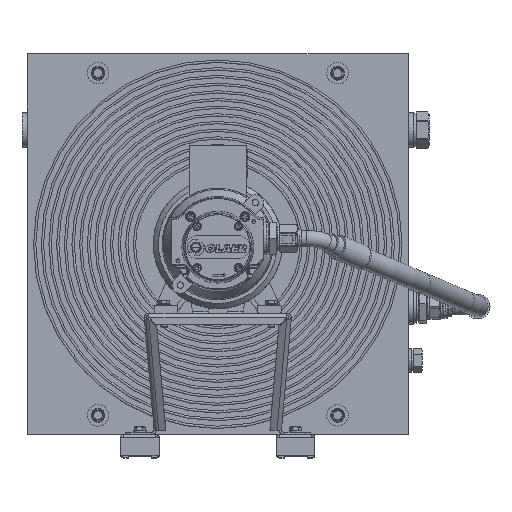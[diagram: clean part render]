
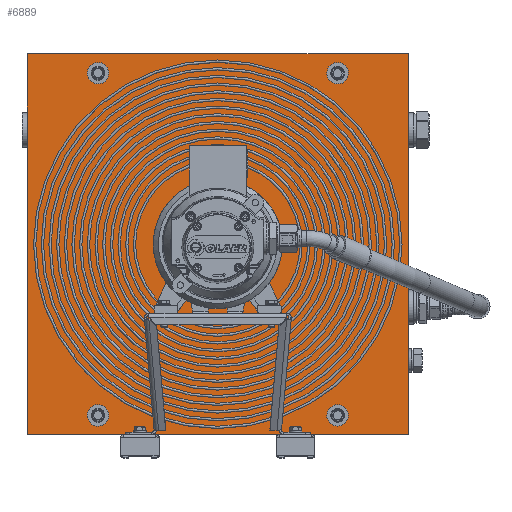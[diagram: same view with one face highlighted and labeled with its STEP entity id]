
A CAD part, top view. The second image highlights one B-rep face of the part: STEP entity #6889.
In plain terms, the highlighted planar face has unit normal (0, 0, 1).
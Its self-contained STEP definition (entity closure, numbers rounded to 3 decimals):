
#6889 = ADVANCED_FACE( '', ( #13671 ), #13672, .T. );
#13671 = FACE_OUTER_BOUND( '', #23906, .T. );
#13672 = PLANE( '', #23907 );
#23906 = EDGE_LOOP( '', ( #39092, #39093, #39094, #39095 ) );
#23907 = AXIS2_PLACEMENT_3D( '', #39096, #39097, #39098 );
#39092 = ORIENTED_EDGE( '', *, *, #53832, .T. );
#39093 = ORIENTED_EDGE( '', *, *, #53833, .T. );
#39094 = ORIENTED_EDGE( '', *, *, #53834, .T. );
#39095 = ORIENTED_EDGE( '', *, *, #53835, .T. );
#39096 = CARTESIAN_POINT( '', ( 0., 0., 75. ) );
#39097 = DIRECTION( '', ( 0., 0., 1. ) );
#39098 = DIRECTION( '', ( 1., 0., 0. ) );
#53832 = EDGE_CURVE( '', #63183, #63184, #63185, .T. );
#53833 = EDGE_CURVE( '', #63184, #63186, #63187, .T. );
#53834 = EDGE_CURVE( '', #63186, #63188, #63189, .T. );
#53835 = EDGE_CURVE( '', #63188, #63183, #63190, .T. );
#63183 = VERTEX_POINT( '', #80618 );
#63184 = VERTEX_POINT( '', #80619 );
#63185 = LINE( '', #80620, #80621 );
#63186 = VERTEX_POINT( '', #80622 );
#63187 = LINE( '', #80623, #80624 );
#63188 = VERTEX_POINT( '', #80625 );
#63189 = LINE( '', #80626, #80627 );
#63190 = LINE( '', #80628, #80629 );
#80618 = CARTESIAN_POINT( '', ( 248., -248., 75. ) );
#80619 = CARTESIAN_POINT( '', ( 248., 248., 75. ) );
#80620 = CARTESIAN_POINT( '', ( 248., -248., 75. ) );
#80621 = VECTOR( '', #92893, 1000. );
#80622 = CARTESIAN_POINT( '', ( -248., 248., 75. ) );
#80623 = CARTESIAN_POINT( '', ( 248., 248., 75. ) );
#80624 = VECTOR( '', #92894, 1000. );
#80625 = CARTESIAN_POINT( '', ( -248., -248., 75. ) );
#80626 = CARTESIAN_POINT( '', ( -248., 248., 75. ) );
#80627 = VECTOR( '', #92895, 1000. );
#80628 = CARTESIAN_POINT( '', ( -248., -248., 75. ) );
#80629 = VECTOR( '', #92896, 1000. );
#92893 = DIRECTION( '', ( 0., 1., 0. ) );
#92894 = DIRECTION( '', ( -1., 0., 0. ) );
#92895 = DIRECTION( '', ( 0., -1., 0. ) );
#92896 = DIRECTION( '', ( 1., 0., 0. ) );
